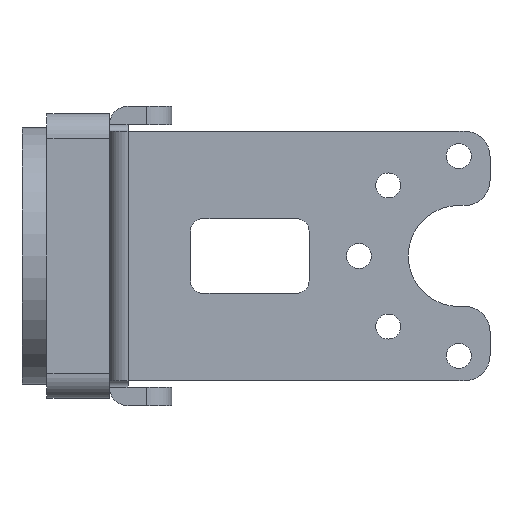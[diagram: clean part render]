
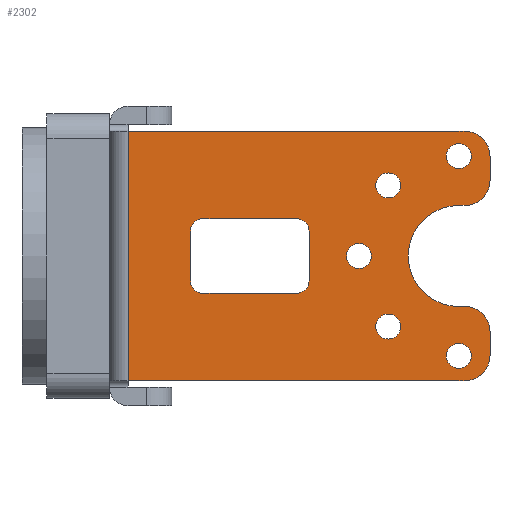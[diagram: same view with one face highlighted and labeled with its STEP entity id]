
A CAD part, left-side view. The second image highlights one B-rep face of the part: STEP entity #2302.
In plain terms, the highlighted planar face has unit normal (-1, 0, 0).
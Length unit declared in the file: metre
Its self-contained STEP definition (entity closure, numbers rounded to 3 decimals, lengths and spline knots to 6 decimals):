
#101=CIRCLE('',#2511,0.001);
#105=CIRCLE('',#2517,0.001);
#109=CIRCLE('',#2523,0.001);
#113=CIRCLE('',#2529,0.001);
#117=CIRCLE('',#2535,0.001);
#124=CIRCLE('',#2545,0.002);
#126=CIRCLE('',#2549,0.002);
#128=CIRCLE('',#2553,0.00405);
#130=CIRCLE('',#2557,0.002);
#132=CIRCLE('',#2560,0.002);
#133=CIRCLE('',#2563,0.001);
#134=CIRCLE('',#2564,0.001);
#135=CIRCLE('',#2565,0.001);
#136=CIRCLE('',#2566,0.001);
#137=CIRCLE('',#2567,0.01);
#138=CIRCLE('',#2568,0.01);
#491=ORIENTED_EDGE('',*,*,#981,.F.);
#492=ORIENTED_EDGE('',*,*,#985,.F.);
#493=ORIENTED_EDGE('',*,*,#989,.F.);
#494=ORIENTED_EDGE('',*,*,#993,.F.);
#495=ORIENTED_EDGE('',*,*,#997,.F.);
#496=ORIENTED_EDGE('',*,*,#1033,.T.);
#497=ORIENTED_EDGE('',*,*,#1034,.F.);
#498=ORIENTED_EDGE('',*,*,#1035,.T.);
#499=ORIENTED_EDGE('',*,*,#1036,.F.);
#500=ORIENTED_EDGE('',*,*,#1037,.T.);
#501=ORIENTED_EDGE('',*,*,#1038,.F.);
#502=ORIENTED_EDGE('',*,*,#1039,.T.);
#503=ORIENTED_EDGE('',*,*,#1040,.F.);
#504=ORIENTED_EDGE('',*,*,#1025,.T.);
#505=ORIENTED_EDGE('',*,*,#1021,.T.);
#506=ORIENTED_EDGE('',*,*,#1019,.T.);
#507=ORIENTED_EDGE('',*,*,#1015,.F.);
#508=ORIENTED_EDGE('',*,*,#1013,.T.);
#509=ORIENTED_EDGE('',*,*,#1009,.F.);
#510=ORIENTED_EDGE('',*,*,#1007,.T.);
#511=ORIENTED_EDGE('',*,*,#1041,.F.);
#512=ORIENTED_EDGE('',*,*,#1042,.T.);
#513=ORIENTED_EDGE('',*,*,#1002,.T.);
#514=ORIENTED_EDGE('',*,*,#1043,.F.);
#515=ORIENTED_EDGE('',*,*,#1044,.F.);
#516=ORIENTED_EDGE('',*,*,#1029,.T.);
#517=ORIENTED_EDGE('',*,*,#1031,.F.);
#981=EDGE_CURVE('',#1268,#1268,#101,.T.);
#985=EDGE_CURVE('',#1272,#1272,#105,.T.);
#989=EDGE_CURVE('',#1276,#1276,#109,.T.);
#993=EDGE_CURVE('',#1280,#1280,#113,.T.);
#997=EDGE_CURVE('',#1284,#1284,#117,.T.);
#1002=EDGE_CURVE('',#1290,#1288,#1429,.T.);
#1007=EDGE_CURVE('',#1295,#1294,#124,.T.);
#1009=EDGE_CURVE('',#1295,#1296,#1433,.T.);
#1013=EDGE_CURVE('',#1299,#1296,#126,.T.);
#1015=EDGE_CURVE('',#1299,#1300,#1437,.T.);
#1019=EDGE_CURVE('',#1303,#1300,#128,.T.);
#1021=EDGE_CURVE('',#1304,#1303,#1441,.T.);
#1025=EDGE_CURVE('',#1307,#1304,#130,.T.);
#1029=EDGE_CURVE('',#1311,#1310,#132,.T.);
#1031=EDGE_CURVE('',#1307,#1310,#1447,.T.);
#1033=EDGE_CURVE('',#1312,#1313,#133,.T.);
#1034=EDGE_CURVE('',#1314,#1313,#1449,.T.);
#1035=EDGE_CURVE('',#1314,#1315,#134,.T.);
#1036=EDGE_CURVE('',#1316,#1315,#1450,.T.);
#1037=EDGE_CURVE('',#1316,#1317,#135,.T.);
#1038=EDGE_CURVE('',#1318,#1317,#1451,.T.);
#1039=EDGE_CURVE('',#1318,#1319,#136,.T.);
#1040=EDGE_CURVE('',#1312,#1319,#1452,.T.);
#1041=EDGE_CURVE('',#1320,#1294,#137,.T.);
#1042=EDGE_CURVE('',#1320,#1290,#1453,.T.);
#1043=EDGE_CURVE('',#1321,#1288,#1454,.T.);
#1044=EDGE_CURVE('',#1311,#1321,#138,.T.);
#1268=VERTEX_POINT('',#3665);
#1272=VERTEX_POINT('',#3675);
#1276=VERTEX_POINT('',#3685);
#1280=VERTEX_POINT('',#3695);
#1284=VERTEX_POINT('',#3705);
#1288=VERTEX_POINT('',#3715);
#1290=VERTEX_POINT('',#3718);
#1294=VERTEX_POINT('',#3727);
#1295=VERTEX_POINT('',#3729);
#1296=VERTEX_POINT('',#3733);
#1299=VERTEX_POINT('',#3741);
#1300=VERTEX_POINT('',#3745);
#1303=VERTEX_POINT('',#3753);
#1304=VERTEX_POINT('',#3757);
#1307=VERTEX_POINT('',#3765);
#1310=VERTEX_POINT('',#3772);
#1311=VERTEX_POINT('',#3774);
#1312=VERTEX_POINT('',#3781);
#1313=VERTEX_POINT('',#3782);
#1314=VERTEX_POINT('',#3784);
#1315=VERTEX_POINT('',#3786);
#1316=VERTEX_POINT('',#3788);
#1317=VERTEX_POINT('',#3790);
#1318=VERTEX_POINT('',#3792);
#1319=VERTEX_POINT('',#3794);
#1320=VERTEX_POINT('',#3797);
#1321=VERTEX_POINT('',#3800);
#1429=LINE('',#3717,#1573);
#1433=LINE('',#3732,#1577);
#1437=LINE('',#3744,#1581);
#1441=LINE('',#3756,#1585);
#1447=LINE('',#3777,#1591);
#1449=LINE('',#3783,#1593);
#1450=LINE('',#3787,#1594);
#1451=LINE('',#3791,#1595);
#1452=LINE('',#3795,#1596);
#1453=LINE('',#3798,#1597);
#1454=LINE('',#3799,#1598);
#1573=VECTOR('',#3042,1.);
#1577=VECTOR('',#3056,1.);
#1581=VECTOR('',#3068,1.);
#1585=VECTOR('',#3080,1.);
#1591=VECTOR('',#3100,1.);
#1593=VECTOR('',#3106,1.);
#1594=VECTOR('',#3109,1.);
#1595=VECTOR('',#3112,1.);
#1596=VECTOR('',#3115,1.);
#1597=VECTOR('',#3118,1.);
#1598=VECTOR('',#3119,1.);
#1810=EDGE_LOOP('',(#491));
#1811=EDGE_LOOP('',(#492));
#1812=EDGE_LOOP('',(#493));
#1813=EDGE_LOOP('',(#494));
#1814=EDGE_LOOP('',(#495));
#1815=EDGE_LOOP('',(#496,#497,#498,#499,#500,#501,#502,#503));
#1816=EDGE_LOOP('',(#504,#505,#506,#507,#508,#509,#510,#511,#512,#513,#514,
#515,#516,#517));
#2060=FACE_BOUND('',#1810,.T.);
#2061=FACE_BOUND('',#1811,.T.);
#2062=FACE_BOUND('',#1812,.T.);
#2063=FACE_BOUND('',#1813,.T.);
#2064=FACE_BOUND('',#1814,.T.);
#2065=FACE_BOUND('',#1815,.T.);
#2066=FACE_BOUND('',#1816,.T.);
#2197=PLANE('',#2562);
#2302=ADVANCED_FACE('',(#2060,#2061,#2062,#2063,#2064,#2065,#2066),#2197,
 .F.);
#2511=AXIS2_PLACEMENT_3D('',#3664,#2980,#2981);
#2517=AXIS2_PLACEMENT_3D('',#3674,#2992,#2993);
#2523=AXIS2_PLACEMENT_3D('',#3684,#3004,#3005);
#2529=AXIS2_PLACEMENT_3D('',#3694,#3016,#3017);
#2535=AXIS2_PLACEMENT_3D('',#3704,#3028,#3029);
#2545=AXIS2_PLACEMENT_3D('',#3728,#3051,#3052);
#2549=AXIS2_PLACEMENT_3D('',#3740,#3063,#3064);
#2553=AXIS2_PLACEMENT_3D('',#3752,#3075,#3076);
#2557=AXIS2_PLACEMENT_3D('',#3764,#3087,#3088);
#2560=AXIS2_PLACEMENT_3D('',#3773,#3095,#3096);
#2562=AXIS2_PLACEMENT_3D('',#3779,#3102,#3103);
#2563=AXIS2_PLACEMENT_3D('',#3780,#3104,#3105);
#2564=AXIS2_PLACEMENT_3D('',#3785,#3107,#3108);
#2565=AXIS2_PLACEMENT_3D('',#3789,#3110,#3111);
#2566=AXIS2_PLACEMENT_3D('',#3793,#3113,#3114);
#2567=AXIS2_PLACEMENT_3D('',#3796,#3116,#3117);
#2568=AXIS2_PLACEMENT_3D('',#3801,#3120,#3121);
#2980=DIRECTION('',(-1.,0.,0.));
#2981=DIRECTION('',(0.,1.,0.));
#2992=DIRECTION('',(-1.,0.,0.));
#2993=DIRECTION('',(0.,1.,0.));
#3004=DIRECTION('',(-1.,0.,0.));
#3005=DIRECTION('',(0.,1.,0.));
#3016=DIRECTION('',(-1.,0.,0.));
#3017=DIRECTION('',(0.,1.,0.));
#3028=DIRECTION('',(-1.,0.,0.));
#3029=DIRECTION('',(0.,1.,0.));
#3042=DIRECTION('',(0.,0.,-1.));
#3051=DIRECTION('',(-1.,0.,0.));
#3052=DIRECTION('',(0.,0.,-1.));
#3056=DIRECTION('',(0.,0.,-1.));
#3063=DIRECTION('',(-1.,0.,0.));
#3064=DIRECTION('',(0.,0.,-1.));
#3068=DIRECTION('',(0.,1.,0.));
#3075=DIRECTION('',(1.,0.,0.));
#3076=DIRECTION('',(0.,0.,-1.));
#3080=DIRECTION('',(0.,1.,0.));
#3087=DIRECTION('',(-1.,0.,0.));
#3088=DIRECTION('',(0.,0.,-1.));
#3095=DIRECTION('',(-1.,0.,0.));
#3096=DIRECTION('',(0.,0.,-1.));
#3100=DIRECTION('',(0.,0.,-1.));
#3102=DIRECTION('',(1.,0.,0.));
#3103=DIRECTION('',(0.,1.,0.));
#3104=DIRECTION('',(1.,0.,0.));
#3105=DIRECTION('',(0.,0.,-1.));
#3106=DIRECTION('',(0.,0.,-1.));
#3107=DIRECTION('',(1.,0.,0.));
#3108=DIRECTION('',(0.,0.,-1.));
#3109=DIRECTION('',(0.,1.,0.));
#3110=DIRECTION('',(1.,0.,0.));
#3111=DIRECTION('',(0.,0.,-1.));
#3112=DIRECTION('',(0.,0.,1.));
#3113=DIRECTION('',(1.,0.,0.));
#3114=DIRECTION('',(0.,0.,-1.));
#3115=DIRECTION('',(0.,-1.,0.));
#3116=DIRECTION('',(1.,0.,0.));
#3117=DIRECTION('',(0.,0.,-1.));
#3118=DIRECTION('',(0.,1.,0.));
#3119=DIRECTION('',(0.,1.,0.));
#3120=DIRECTION('',(1.,0.,0.));
#3121=DIRECTION('',(0.,0.,-1.));
#3664=CARTESIAN_POINT('',(-0.0205,0.,-0.008));
#3665=CARTESIAN_POINT('',(-0.0205,0.001,-0.008));
#3674=CARTESIAN_POINT('',(-0.0205,0.005657,-0.005657));
#3675=CARTESIAN_POINT('',(-0.0205,0.006657,-0.005657));
#3684=CARTESIAN_POINT('',(-0.0205,0.008,0.));
#3685=CARTESIAN_POINT('',(-0.0205,0.009,0.));
#3694=CARTESIAN_POINT('',(-0.0205,0.005657,0.005657));
#3695=CARTESIAN_POINT('',(-0.0205,0.006657,0.005657));
#3704=CARTESIAN_POINT('',(-0.0205,0.,0.008));
#3705=CARTESIAN_POINT('',(-0.0205,0.001,0.008));
#3715=CARTESIAN_POINT('',(-0.0205,0.0265,-0.01));
#3717=CARTESIAN_POINT('',(-0.0205,0.0265,0.01));
#3718=CARTESIAN_POINT('',(-0.0205,0.0265,0.01));
#3727=CARTESIAN_POINT('',(-0.0205,-0.000625,0.00998));
#3728=CARTESIAN_POINT('',(-0.0205,-0.0005,0.007984));
#3729=CARTESIAN_POINT('',(-0.0205,-0.0025,0.007984));
#3732=CARTESIAN_POINT('',(-0.0205,-0.0025,-0.006866));
#3733=CARTESIAN_POINT('',(-0.0205,-0.0025,0.00605));
#3740=CARTESIAN_POINT('',(-0.0205,-0.0005,0.00605));
#3741=CARTESIAN_POINT('',(-0.0205,-0.0005,0.00405));
#3744=CARTESIAN_POINT('',(-0.0205,-0.004572,0.00405));
#3745=CARTESIAN_POINT('',(-0.0205,0.,0.00405));
#3752=CARTESIAN_POINT('',(-0.0205,0.,0.));
#3753=CARTESIAN_POINT('',(-0.0205,0.,-0.00405));
#3756=CARTESIAN_POINT('',(-0.0205,-0.015,-0.00405));
#3757=CARTESIAN_POINT('',(-0.0205,-0.0005,-0.00405));
#3764=CARTESIAN_POINT('',(-0.0205,-0.0005,-0.00605));
#3765=CARTESIAN_POINT('',(-0.0205,-0.0025,-0.00605));
#3772=CARTESIAN_POINT('',(-0.0205,-0.0025,-0.007984));
#3773=CARTESIAN_POINT('',(-0.0205,-0.0005,-0.007984));
#3774=CARTESIAN_POINT('',(-0.0205,-0.000625,-0.00998));
#3777=CARTESIAN_POINT('',(-0.0205,-0.0025,-0.006866));
#3779=CARTESIAN_POINT('',(-0.0205,-0.015,0.01));
#3780=CARTESIAN_POINT('',(-0.0205,0.0205,-0.002));
#3781=CARTESIAN_POINT('',(-0.0205,0.0205,-0.003));
#3782=CARTESIAN_POINT('',(-0.0205,0.0215,-0.002));
#3783=CARTESIAN_POINT('',(-0.0205,0.0215,0.));
#3784=CARTESIAN_POINT('',(-0.0205,0.0215,0.002));
#3785=CARTESIAN_POINT('',(-0.0205,0.0205,0.002));
#3786=CARTESIAN_POINT('',(-0.0205,0.0205,0.003));
#3787=CARTESIAN_POINT('',(-0.0205,0.01675,0.003));
#3788=CARTESIAN_POINT('',(-0.0205,0.013,0.003));
#3789=CARTESIAN_POINT('',(-0.0205,0.013,0.002));
#3790=CARTESIAN_POINT('',(-0.0205,0.012,0.002));
#3791=CARTESIAN_POINT('',(-0.0205,0.012,0.));
#3792=CARTESIAN_POINT('',(-0.0205,0.012,-0.002));
#3793=CARTESIAN_POINT('',(-0.0205,0.013,-0.002));
#3794=CARTESIAN_POINT('',(-0.0205,0.013,-0.003));
#3795=CARTESIAN_POINT('',(-0.0205,0.01675,-0.003));
#3796=CARTESIAN_POINT('',(-0.0205,0.,0.));
#3797=CARTESIAN_POINT('',(-0.0205,0.,0.01));
#3798=CARTESIAN_POINT('',(-0.0205,-0.015,0.01));
#3799=CARTESIAN_POINT('',(-0.0205,0.02725,-0.01));
#3800=CARTESIAN_POINT('',(-0.0205,0.,-0.01));
#3801=CARTESIAN_POINT('',(-0.0205,0.,0.));
